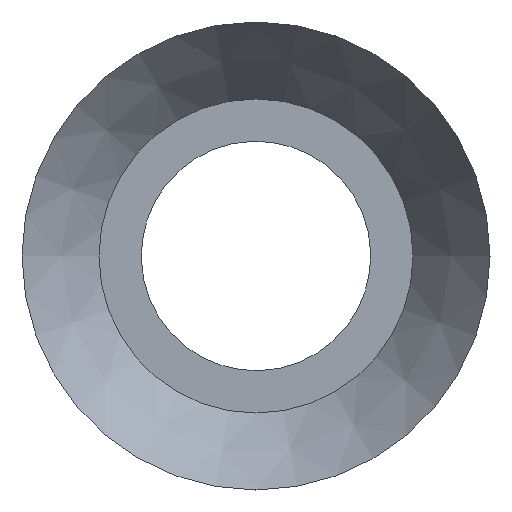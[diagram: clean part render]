
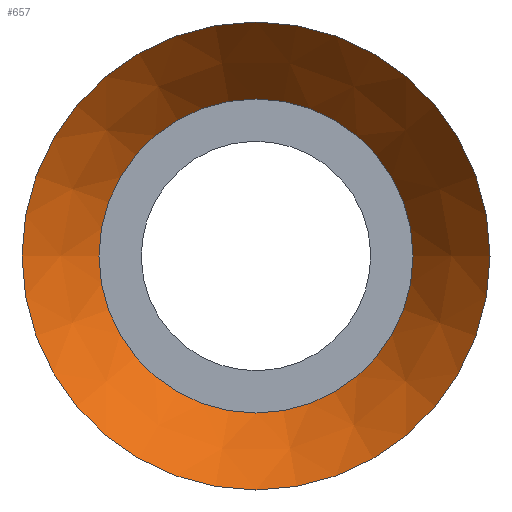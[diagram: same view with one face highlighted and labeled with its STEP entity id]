
A CAD part, front view. The second image highlights one B-rep face of the part: STEP entity #657.
In plain terms, the highlighted conical face has half-angle 36.79 degrees and reference radius 15.875 mm.
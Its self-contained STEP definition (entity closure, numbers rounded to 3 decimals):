
#28=CONICAL_SURFACE('',#757,15.875,0.642);
#60=FACE_OUTER_BOUND('',#95,.T.);
#95=EDGE_LOOP('',(#511,#512,#513,#514,#515,#516));
#132=LINE('',#1162,#158);
#158=VECTOR('',#946,15.875);
#208=CIRCLE('',#755,19.);
#209=CIRCLE('',#756,19.);
#210=CIRCLE('',#758,12.75);
#211=CIRCLE('',#759,12.75);
#278=VERTEX_POINT('',#1155);
#279=VERTEX_POINT('',#1156);
#280=VERTEX_POINT('',#1161);
#281=VERTEX_POINT('',#1163);
#362=EDGE_CURVE('',#278,#279,#208,.T.);
#363=EDGE_CURVE('',#279,#278,#209,.T.);
#365=EDGE_CURVE('',#279,#280,#132,.T.);
#366=EDGE_CURVE('',#281,#280,#210,.T.);
#367=EDGE_CURVE('',#280,#281,#211,.T.);
#511=ORIENTED_EDGE('',*,*,#362,.T.);
#512=ORIENTED_EDGE('',*,*,#365,.T.);
#513=ORIENTED_EDGE('',*,*,#366,.F.);
#514=ORIENTED_EDGE('',*,*,#367,.F.);
#515=ORIENTED_EDGE('',*,*,#365,.F.);
#516=ORIENTED_EDGE('',*,*,#363,.T.);
#657=ADVANCED_FACE('',(#60),#28,.F.);
#755=AXIS2_PLACEMENT_3D('',#1157,#939,#940);
#756=AXIS2_PLACEMENT_3D('',#1158,#941,#942);
#757=AXIS2_PLACEMENT_3D('',#1160,#944,#945);
#758=AXIS2_PLACEMENT_3D('',#1164,#947,#948);
#759=AXIS2_PLACEMENT_3D('',#1165,#949,#950);
#939=DIRECTION('center_axis',(0.,-1.,0.));
#940=DIRECTION('ref_axis',(1.,0.,0.));
#941=DIRECTION('center_axis',(0.,-1.,0.));
#942=DIRECTION('ref_axis',(1.,0.,0.));
#944=DIRECTION('center_axis',(0.,-1.,0.));
#945=DIRECTION('ref_axis',(1.,0.,0.));
#946=DIRECTION('',(0.599,0.801,0.));
#947=DIRECTION('center_axis',(0.,-1.,0.));
#948=DIRECTION('ref_axis',(1.,0.,0.));
#949=DIRECTION('center_axis',(0.,-1.,0.));
#950=DIRECTION('ref_axis',(1.,0.,0.));
#1155=CARTESIAN_POINT('',(19.,-2.,0.));
#1156=CARTESIAN_POINT('',(-19.,-2.,0.));
#1157=CARTESIAN_POINT('Origin',(0.,-2.,0.));
#1158=CARTESIAN_POINT('Origin',(0.,-2.,0.));
#1160=CARTESIAN_POINT('Origin',(0.,2.179,0.));
#1161=CARTESIAN_POINT('',(-12.75,6.358,0.));
#1162=CARTESIAN_POINT('',(-15.875,2.179,0.));
#1163=CARTESIAN_POINT('',(12.75,6.358,0.));
#1164=CARTESIAN_POINT('Origin',(0.,6.358,0.));
#1165=CARTESIAN_POINT('Origin',(0.,6.358,0.));
